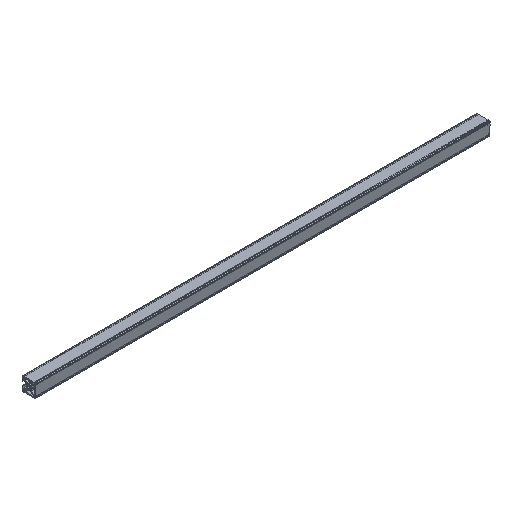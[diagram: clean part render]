
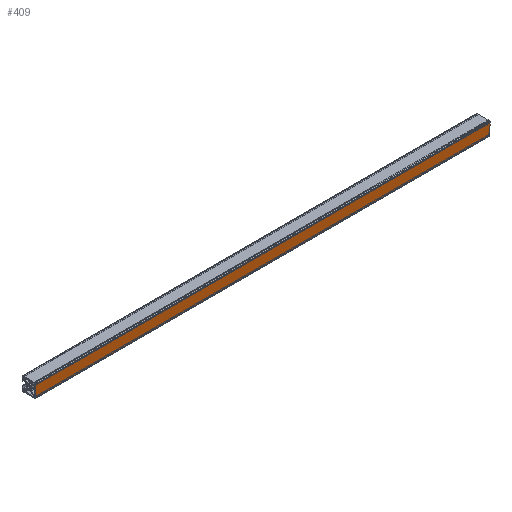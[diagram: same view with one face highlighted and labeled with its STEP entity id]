
A CAD part, isometric view. The second image highlights one B-rep face of the part: STEP entity #409.
In plain terms, the highlighted planar face has unit normal (0, -1, 0).
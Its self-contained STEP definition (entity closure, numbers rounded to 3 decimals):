
#12 = LINE ( 'NONE', #1379, #2605 ) ;
#34 = EDGE_LOOP ( 'NONE', ( #3294, #1943, #1984, #1988 ) ) ;
#332 = CARTESIAN_POINT ( 'NONE',  ( -1000., -15., -13. ) ) ;
#409 = ADVANCED_FACE ( 'NONE', ( #2770 ), #1436, .T. ) ;
#473 = CARTESIAN_POINT ( 'NONE',  ( -1000., -15., 13. ) ) ;
#522 = LINE ( 'NONE', #1617, #3057 ) ;
#534 = CARTESIAN_POINT ( 'NONE',  ( -1000., -15., 13. ) ) ;
#611 = DIRECTION ( 'NONE',  ( 0., -1., 0. ) ) ;
#1095 = DIRECTION ( 'NONE',  ( 1., 0., 0. ) ) ;
#1156 = CARTESIAN_POINT ( 'NONE',  ( -1000., -15., -13. ) ) ;
#1226 = CARTESIAN_POINT ( 'NONE',  ( 0., -15., 13. ) ) ;
#1280 = VECTOR ( 'NONE', #1501, 1000. ) ;
#1379 = CARTESIAN_POINT ( 'NONE',  ( 0., -15., -13. ) ) ;
#1418 = DIRECTION ( 'NONE',  ( 0., 0., -1. ) ) ;
#1431 = AXIS2_PLACEMENT_3D ( 'NONE', #332, #611, #1418 ) ;
#1436 = PLANE ( 'NONE',  #1431 ) ;
#1455 = VERTEX_POINT ( 'NONE', #473 ) ;
#1501 = DIRECTION ( 'NONE',  ( 0., 0., -1. ) ) ;
#1617 = CARTESIAN_POINT ( 'NONE',  ( -1000., -15., -13. ) ) ;
#1762 = CARTESIAN_POINT ( 'NONE',  ( 0., -15., -13. ) ) ;
#1923 = DIRECTION ( 'NONE',  ( 1., 0., 0. ) ) ;
#1943 = ORIENTED_EDGE ( 'NONE', *, *, #2649, .F. ) ;
#1984 = ORIENTED_EDGE ( 'NONE', *, *, #2234, .T. ) ;
#1988 = ORIENTED_EDGE ( 'NONE', *, *, #2067, .T. ) ;
#1998 = LINE ( 'NONE', #1156, #1280 ) ;
#2035 = EDGE_CURVE ( 'NONE', #2768, #2222, #12, .T. ) ;
#2067 = EDGE_CURVE ( 'NONE', #2897, #2222, #522, .T. ) ;
#2222 = VERTEX_POINT ( 'NONE', #1762 ) ;
#2234 = EDGE_CURVE ( 'NONE', #1455, #2897, #1998, .T. ) ;
#2605 = VECTOR ( 'NONE', #3256, 1000. ) ;
#2649 = EDGE_CURVE ( 'NONE', #1455, #2768, #3299, .T. ) ;
#2768 = VERTEX_POINT ( 'NONE', #1226 ) ;
#2770 = FACE_OUTER_BOUND ( 'NONE', #34, .T. ) ;
#2897 = VERTEX_POINT ( 'NONE', #3077 ) ;
#3057 = VECTOR ( 'NONE', #1095, 1000. ) ;
#3077 = CARTESIAN_POINT ( 'NONE',  ( -1000., -15., -13. ) ) ;
#3250 = VECTOR ( 'NONE', #1923, 1000. ) ;
#3256 = DIRECTION ( 'NONE',  ( 0., 0., -1. ) ) ;
#3294 = ORIENTED_EDGE ( 'NONE', *, *, #2035, .F. ) ;
#3299 = LINE ( 'NONE', #534, #3250 ) ;
